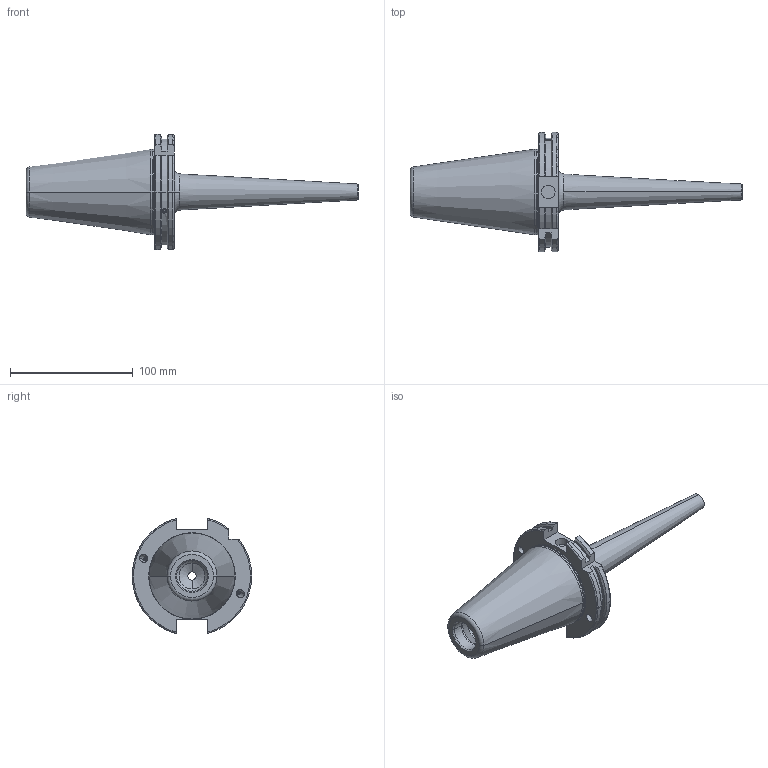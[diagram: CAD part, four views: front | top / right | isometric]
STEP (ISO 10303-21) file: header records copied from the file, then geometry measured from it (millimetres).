
FILE_DESCRIPTION (( 'STEP AP203' ), '1' );
FILE_NAME ('91506-ES7M08150.STEP', '2023-02-06T04:31:42', ( '' ), ( '' ), 'SwSTEP 2.0', 'SolidWorks 2018', '' );
FILE_SCHEMA (( 'CONFIG_CONTROL_DESIGN' ));
Length unit declared in the file: millimetre
Products named in the file (4): SK50TMH08169FWW; 91506-ES7M08150; M4X4_DIN 913 - M4 x 4-N
Assembly tree (4 placements, depth 3):
  91506-ES7M08150
    SK50TMH08169FWW
      SK50TMH08169FWW
      M4X4_DIN 913 - M4 x 4-N  x2
Bounding box: 270.85 x 97.5 x 94.05 mm (x, y, z)
Volume: 387653.1 mm3; surface area: 55723.3 mm2
Topology: 3 solids, 3 shells, 138 faces, 343 edges, 217 vertices
Faces by surface type: cylinder 47, plane 43, cone 30, torus 18
Entity records: 4580 total; most frequent: CARTESIAN_POINT 1163, DIRECTION 646, ORIENTED_EDGE 622, EDGE_CURVE 311, AXIS2_PLACEMENT_3D 258, VERTEX_POINT 197, EDGE_LOOP 138, LINE 130
